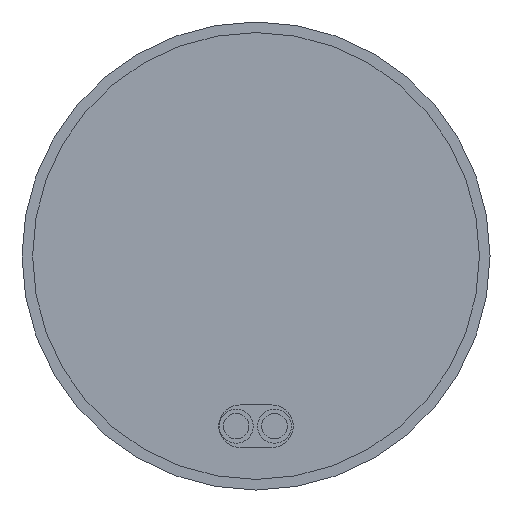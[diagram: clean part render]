
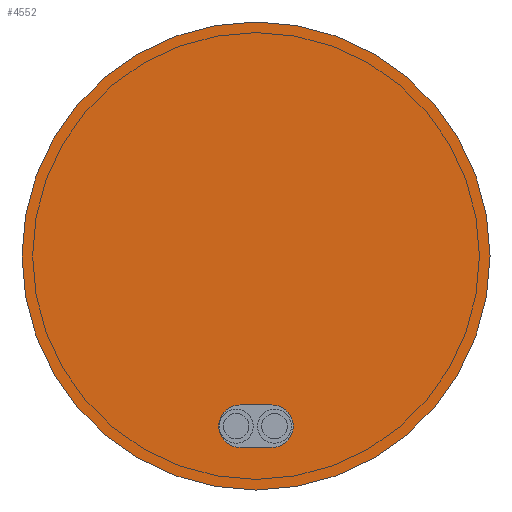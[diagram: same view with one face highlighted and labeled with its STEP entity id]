
A CAD part, front view. The second image highlights one B-rep face of the part: STEP entity #4552.
In plain terms, the highlighted face is planar.
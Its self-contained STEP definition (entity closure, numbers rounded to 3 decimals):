
#153 = CARTESIAN_POINT ( 'NONE',  ( 0.75, -7., 0. ) ) ;
#299 = AXIS2_PLACEMENT_3D ( 'NONE', #3948, #5856, #5355 ) ;
#368 = CARTESIAN_POINT ( 'NONE',  ( 0.75, -9., 0. ) ) ;
#565 = VERTEX_POINT ( 'NONE', #6517 ) ;
#605 = CARTESIAN_POINT ( 'NONE',  ( -0.75, -7., 0. ) ) ;
#1007 = ORIENTED_EDGE ( 'NONE', *, *, #2247, .F. ) ;
#1330 = CIRCLE ( 'NONE', #3728, 1. ) ;
#1348 = EDGE_LOOP ( 'NONE', ( #3726 ) ) ;
#1472 = CARTESIAN_POINT ( 'NONE',  ( 0., 0., 0. ) ) ;
#1686 = DIRECTION ( 'NONE',  ( 0., 0., -1. ) ) ;
#1797 = VERTEX_POINT ( 'NONE', #605 ) ;
#1950 = DIRECTION ( 'NONE',  ( -1., 0., 0. ) ) ;
#1988 = EDGE_CURVE ( 'NONE', #565, #1797, #1330, .T. ) ;
#2007 = VECTOR ( 'NONE', #4056, 1000. ) ;
#2195 = PLANE ( 'NONE',  #7047 ) ;
#2247 = EDGE_CURVE ( 'NONE', #1797, #3105, #4669, .T. ) ;
#2322 = DIRECTION ( 'NONE',  ( -1., 0., 0. ) ) ;
#2619 = VECTOR ( 'NONE', #1950, 1000. ) ;
#3105 = VERTEX_POINT ( 'NONE', #153 ) ;
#3268 = CARTESIAN_POINT ( 'NONE',  ( 0., 0., 0. ) ) ;
#3387 = DIRECTION ( 'NONE',  ( 0., 0., 1. ) ) ;
#3515 = EDGE_LOOP ( 'NONE', ( #4483, #5003, #1007, #7172 ) ) ;
#3666 = CIRCLE ( 'NONE', #4718, 11. ) ;
#3726 = ORIENTED_EDGE ( 'NONE', *, *, #6894, .F. ) ;
#3728 = AXIS2_PLACEMENT_3D ( 'NONE', #5453, #1686, #2322 ) ;
#3948 = CARTESIAN_POINT ( 'NONE',  ( 0.75, -8., 0. ) ) ;
#4013 = CARTESIAN_POINT ( 'NONE',  ( 0.75, -7., 0. ) ) ;
#4056 = DIRECTION ( 'NONE',  ( 1., 0., 0. ) ) ;
#4483 = ORIENTED_EDGE ( 'NONE', *, *, #6834, .F. ) ;
#4552 = ADVANCED_FACE ( 'NONE', ( #7149, #5325 ), #2195, .F. ) ;
#4587 = DIRECTION ( 'NONE',  ( 1., 0., 0. ) ) ;
#4669 = LINE ( 'NONE', #4013, #2007 ) ;
#4718 = AXIS2_PLACEMENT_3D ( 'NONE', #3268, #5839, #4587 ) ;
#4976 = DIRECTION ( 'NONE',  ( 1., 0., 0. ) ) ;
#5003 = ORIENTED_EDGE ( 'NONE', *, *, #7574, .F. ) ;
#5084 = LINE ( 'NONE', #7633, #2619 ) ;
#5325 = FACE_OUTER_BOUND ( 'NONE', #1348, .T. ) ;
#5355 = DIRECTION ( 'NONE',  ( -1., 0., 0. ) ) ;
#5453 = CARTESIAN_POINT ( 'NONE',  ( -0.75, -8., 0. ) ) ;
#5606 = CIRCLE ( 'NONE', #299, 1. ) ;
#5664 = CARTESIAN_POINT ( 'NONE',  ( 11., 0., 0. ) ) ;
#5839 = DIRECTION ( 'NONE',  ( 0., 0., 1. ) ) ;
#5856 = DIRECTION ( 'NONE',  ( 0., 0., -1. ) ) ;
#6355 = VERTEX_POINT ( 'NONE', #5664 ) ;
#6517 = CARTESIAN_POINT ( 'NONE',  ( -0.75, -9., 0. ) ) ;
#6834 = EDGE_CURVE ( 'NONE', #8223, #565, #5084, .T. ) ;
#6894 = EDGE_CURVE ( 'NONE', #6355, #6355, #3666, .T. ) ;
#7047 = AXIS2_PLACEMENT_3D ( 'NONE', #1472, #3387, #4976 ) ;
#7149 = FACE_BOUND ( 'NONE', #3515, .T. ) ;
#7172 = ORIENTED_EDGE ( 'NONE', *, *, #1988, .F. ) ;
#7574 = EDGE_CURVE ( 'NONE', #3105, #8223, #5606, .T. ) ;
#7633 = CARTESIAN_POINT ( 'NONE',  ( 0.75, -9., 0. ) ) ;
#8223 = VERTEX_POINT ( 'NONE', #368 ) ;
